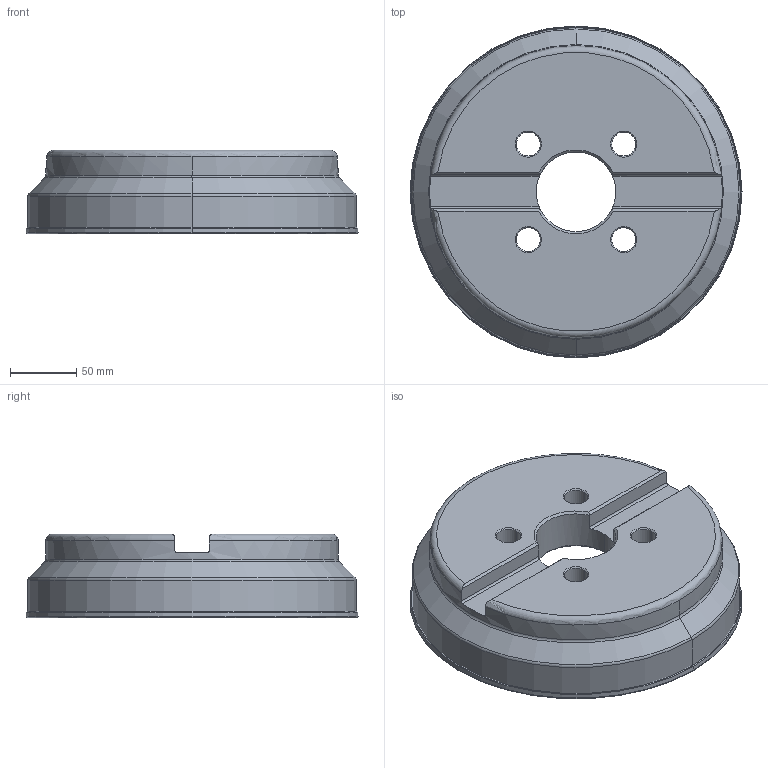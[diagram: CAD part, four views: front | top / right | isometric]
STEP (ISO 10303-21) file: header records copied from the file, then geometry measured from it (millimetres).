
FILE_DESCRIPTION((''),'2;1');
FILE_NAME('6F2B250R00','2015-11-07T',('schorn'),(''),'PRO/ENGINEER BY PARAMETRIC TECHNOLOGY CORPORATION, 2011490','PRO/ENGINEER BY PARAMETRIC TECHNOLOGY CORPORATION, 2011490','');
FILE_SCHEMA(('AUTOMOTIVE_DESIGN { 1 2 10303 214 0 1 1 1 }'));
Length unit declared in the file: millimetre
Products named in the file (3): 6F2B250R00_HSG; CUT; 6F2B250R00
Assembly tree (2 placements, depth 2):
  6F2B250R00
    6F2B250R00_HSG
    CUT
Bounding box: 249.77 x 249.77 x 62.99 mm (x, y, z)
Volume: 1717288.5 mm3; surface area: 184133.5 mm2
Topology: 2 solids, 2 shells, 79 faces, 194 edges, 130 vertices
Faces by surface type: cylinder 24, plane 17, cone 16, revolution 14, torus 8
Entity records: 3613 total; most frequent: CARTESIAN_POINT 1392, DIRECTION 424, ORIENTED_EDGE 368, EDGE_CURVE 184, AXIS2_PLACEMENT_3D 171, VERTEX_POINT 110, EDGE_LOOP 92, CIRCLE 92
